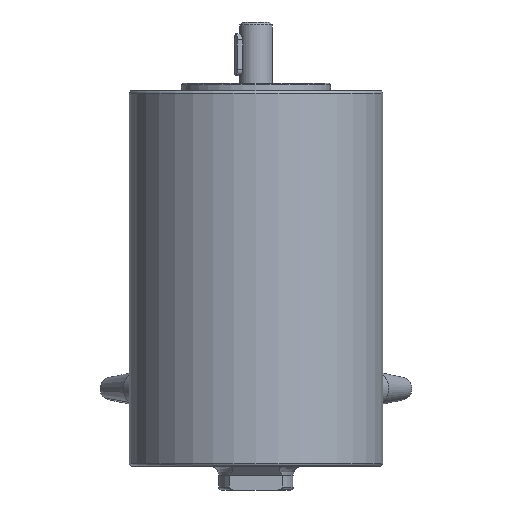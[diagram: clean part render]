
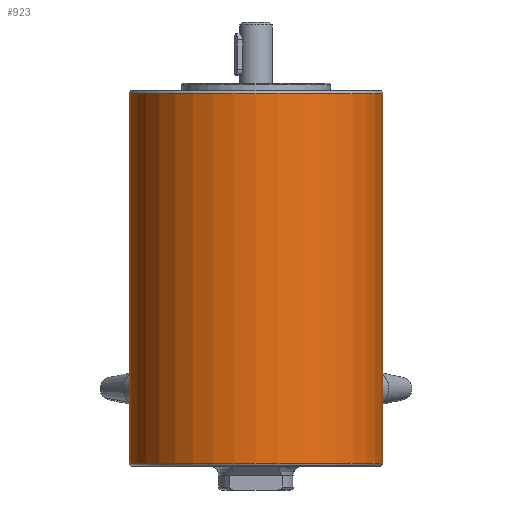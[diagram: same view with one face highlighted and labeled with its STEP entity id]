
A CAD part, front view. The second image highlights one B-rep face of the part: STEP entity #923.
In plain terms, the highlighted cylindrical face has radius 42.5 mm (diameter 85 mm), a partial arc.
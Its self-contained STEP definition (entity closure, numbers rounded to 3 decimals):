
#849=CARTESIAN_POINT('',(-42.5,0.,125.));
#850=VERTEX_POINT('',#849);
#867=CARTESIAN_POINT('',(42.5,0.,125.));
#868=VERTEX_POINT('',#867);
#886=CARTESIAN_POINT('',(0.0,0.0,0.0));
#887=DIRECTION('',(0.0,0.0,1.0));
#888=DIRECTION('',(-1.0,0.0,0.0));
#889=AXIS2_PLACEMENT_3D('',#886,#887,#888);
#890=CYLINDRICAL_SURFACE('',#889,42.5);
#891=CARTESIAN_POINT('',(-42.5,0.,1.0));
#892=VERTEX_POINT('',#891);
#893=CARTESIAN_POINT('',(-42.5,0.,1.0));
#894=DIRECTION('',(0.0,0.0,1.0));
#895=VECTOR('',#894,124.);
#896=LINE('',#893,#895);
#897=EDGE_CURVE('',#892,#850,#896,.T.);
#898=ORIENTED_EDGE('',*,*,#897,.F.);
#899=CARTESIAN_POINT('',(42.5,0.,1.0));
#900=VERTEX_POINT('',#899);
#901=CARTESIAN_POINT('',(0.0,0.0,1.0));
#902=DIRECTION('',(0.0,0.0,-1.0));
#903=DIRECTION('',(-1.0,0.0,0.0));
#904=AXIS2_PLACEMENT_3D('',#901,#902,#903);
#905=CIRCLE('',#904,42.5);
#906=EDGE_CURVE('',#900,#892,#905,.T.);
#907=ORIENTED_EDGE('',*,*,#906,.F.);
#908=CARTESIAN_POINT('',(42.5,0.,125.));
#909=DIRECTION('',(0.0,0.0,-1.0));
#910=VECTOR('',#909,124.);
#911=LINE('',#908,#910);
#912=EDGE_CURVE('',#868,#900,#911,.T.);
#913=ORIENTED_EDGE('',*,*,#912,.F.);
#914=CARTESIAN_POINT('',(0.0,0.0,125.));
#915=DIRECTION('',(0.0,0.0,1.0));
#916=DIRECTION('',(-1.0,0.0,0.0));
#917=AXIS2_PLACEMENT_3D('',#914,#915,#916);
#918=CIRCLE('',#917,42.5);
#919=EDGE_CURVE('',#850,#868,#918,.T.);
#920=ORIENTED_EDGE('',*,*,#919,.F.);
#921=EDGE_LOOP('',(#898,#907,#913,#920));
#922=FACE_OUTER_BOUND('',#921,.T.);
#923=ADVANCED_FACE('',(#922),#890,.T.);
